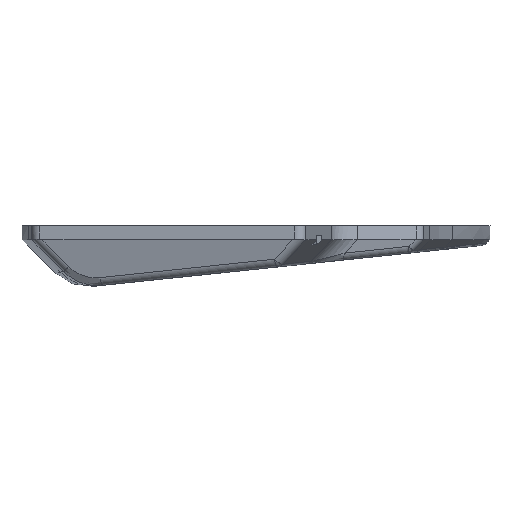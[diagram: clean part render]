
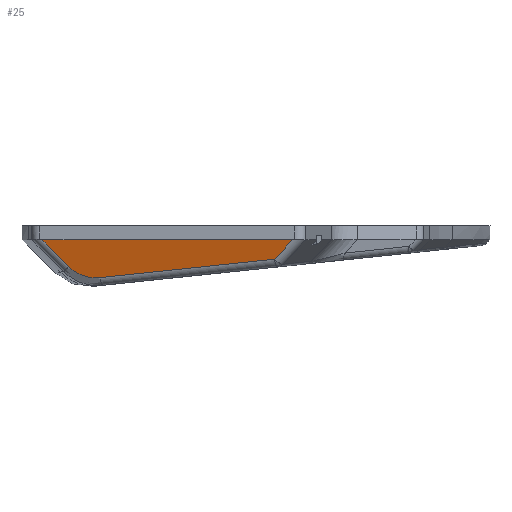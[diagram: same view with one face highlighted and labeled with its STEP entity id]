
A CAD part, left-side view. The second image highlights one B-rep face of the part: STEP entity #25.
In plain terms, the highlighted planar face has unit normal (-0.97, 0.171, -0.171).
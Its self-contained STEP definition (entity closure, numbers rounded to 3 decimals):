
#25=ADVANCED_FACE('',(#206),#2727,.T.);
#206=FACE_OUTER_BOUND('',#387,.T.);
#387=EDGE_LOOP('',(#572,#573,#574,#575,#576));
#572=ORIENTED_EDGE('',*,*,#1538,.T.);
#573=ORIENTED_EDGE('',*,*,#1589,.T.);
#574=ORIENTED_EDGE('',*,*,#1460,.T.);
#575=ORIENTED_EDGE('',*,*,#1551,.T.);
#576=ORIENTED_EDGE('',*,*,#1613,.T.);
#1460=EDGE_CURVE('',#2354,#2355,#1904,.T.);
#1538=EDGE_CURVE('',#2352,#2353,#2171,.T.);
#1551=EDGE_CURVE('',#2355,#2356,#1953,.T.);
#1589=EDGE_CURVE('',#2353,#2354,#2217,.T.);
#1613=EDGE_CURVE('',#2356,#2352,#2234,.T.);
#1904=B_SPLINE_CURVE_WITH_KNOTS('',1,(#4487,#4488),.UNSPECIFIED.,.F.,.F.,
(2,2),(0.,53.728),.UNSPECIFIED.);
#1953=B_SPLINE_CURVE_WITH_KNOTS('',1,(#4817,#4818),.UNSPECIFIED.,.F.,.F.,
(2,2),(-7.974,0.),.UNSPECIFIED.);
#2171=(
BOUNDED_CURVE()
B_SPLINE_CURVE(1,(#4757,#4758),.UNSPECIFIED.,.F.,.F.)
B_SPLINE_CURVE_WITH_KNOTS((2,2),(-37.688,0.),.UNSPECIFIED.)
CURVE()
GEOMETRIC_REPRESENTATION_ITEM()
RATIONAL_B_SPLINE_CURVE((1.,1.))
REPRESENTATION_ITEM('')
);
#2217=(
BOUNDED_CURVE()
B_SPLINE_CURVE(1,(#4958,#4959),.UNSPECIFIED.,.F.,.F.)
B_SPLINE_CURVE_WITH_KNOTS((2,2),(-5.764,0.),.UNSPECIFIED.)
CURVE()
GEOMETRIC_REPRESENTATION_ITEM()
RATIONAL_B_SPLINE_CURVE((1.,1.))
REPRESENTATION_ITEM('')
);
#2234=(
BOUNDED_CURVE()
B_SPLINE_CURVE(3,(#5065,#5066,#5067,#5068,#5069),.UNSPECIFIED.,.F.,.F.)
B_SPLINE_CURVE_WITH_KNOTS((4,1,4),(-7.323,-3.707,
0.),.UNSPECIFIED.)
CURVE()
GEOMETRIC_REPRESENTATION_ITEM()
RATIONAL_B_SPLINE_CURVE((1.,1.,1.,1.,1.))
REPRESENTATION_ITEM('')
);
#2352=VERTEX_POINT('',#4210);
#2353=VERTEX_POINT('',#4211);
#2354=VERTEX_POINT('',#4212);
#2355=VERTEX_POINT('',#4213);
#2356=VERTEX_POINT('',#4214);
#2727=PLANE('',#2815);
#2815=AXIS2_PLACEMENT_3D('',#3059,#2937,$);
#2937=DIRECTION('',(-0.97,0.171,-0.171));
#3059=CARTESIAN_POINT('',(-101.53,63.003,-9.491));
#4210=CARTESIAN_POINT('',(-105.025,45.731,-6.943));
#4211=CARTESIAN_POINT('',(-112.196,8.933,-3.076));
#4212=CARTESIAN_POINT('',(-113.589,5.103,1.));
#4213=CARTESIAN_POINT('',(-104.26,58.015,1.));
#4214=CARTESIAN_POINT('',(-104.26,52.376,-4.639));
#4487=CARTESIAN_POINT('',(-113.589,5.103,1.));
#4488=CARTESIAN_POINT('',(-104.26,58.015,1.));
#4757=CARTESIAN_POINT('',(-105.025,45.731,-6.943));
#4758=CARTESIAN_POINT('',(-112.196,8.933,-3.076));
#4817=CARTESIAN_POINT('',(-104.26,58.015,1.));
#4818=CARTESIAN_POINT('',(-104.26,52.376,-4.639));
#4958=CARTESIAN_POINT('',(-112.196,8.933,-3.076));
#4959=CARTESIAN_POINT('',(-113.589,5.103,1.));
#5065=CARTESIAN_POINT('',(-104.26,52.376,-4.639));
#5066=CARTESIAN_POINT('',(-104.259,51.525,-5.493));
#5067=CARTESIAN_POINT('',(-104.404,49.394,-6.804));
#5068=CARTESIAN_POINT('',(-104.79,46.936,-7.071));
#5069=CARTESIAN_POINT('',(-105.025,45.731,-6.943));
